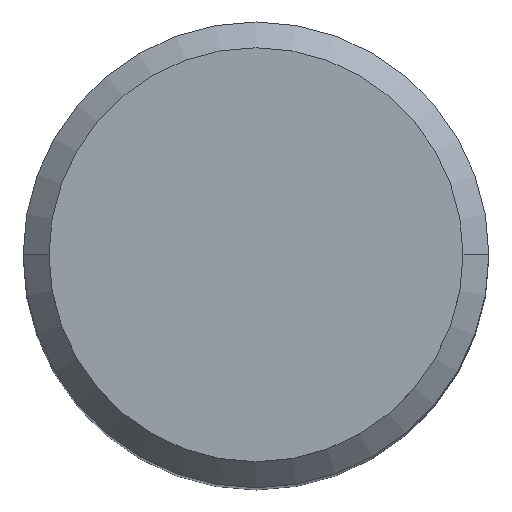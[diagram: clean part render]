
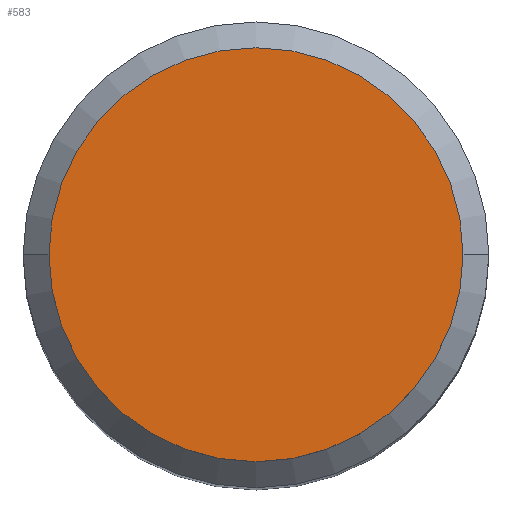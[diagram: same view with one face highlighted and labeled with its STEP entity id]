
A CAD part, top view. The second image highlights one B-rep face of the part: STEP entity #583.
In plain terms, the highlighted planar face has unit normal (0, 0, 1).
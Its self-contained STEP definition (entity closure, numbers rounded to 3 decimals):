
#69=CARTESIAN_POINT('',(0.,0.,2.));
#70=DIRECTION('',(0.,0.,1.));
#71=DIRECTION('',(1.,0.,0.));
#72=AXIS2_PLACEMENT_3D('',#69,#70,#71);
#78=CARTESIAN_POINT('',(0.,0.,2.));
#79=DIRECTION('',(0.,0.,1.));
#80=DIRECTION('',(-1.,0.,0.));
#81=AXIS2_PLACEMENT_3D('',#78,#79,#80);
#510=CARTESIAN_POINT('',(8.,0.,2.));
#511=CARTESIAN_POINT('',(-8.,0.,2.));
#512=VERTEX_POINT('',#510);
#513=VERTEX_POINT('',#511);
#572=CARTESIAN_POINT('',(0.,0.,2.));
#573=DIRECTION('',(0.,0.,1.));
#574=DIRECTION('',(1.,0.,0.));
#575=AXIS2_PLACEMENT_3D('',#572,#573,#574);
#576=PLANE('',#575);
#578=ORIENTED_EDGE('',*,*,#577,.F.);
#580=ORIENTED_EDGE('',*,*,#579,.F.);
#581=EDGE_LOOP('',(#578,#580));
#582=FACE_OUTER_BOUND('',#581,.F.);
#583=ADVANCED_FACE('',(#582),#576,.T.);
#73=CIRCLE('',#72,8.);
#82=CIRCLE('',#81,8.);
#577=EDGE_CURVE('',#512,#513,#73,.T.);
#579=EDGE_CURVE('',#513,#512,#82,.T.);
